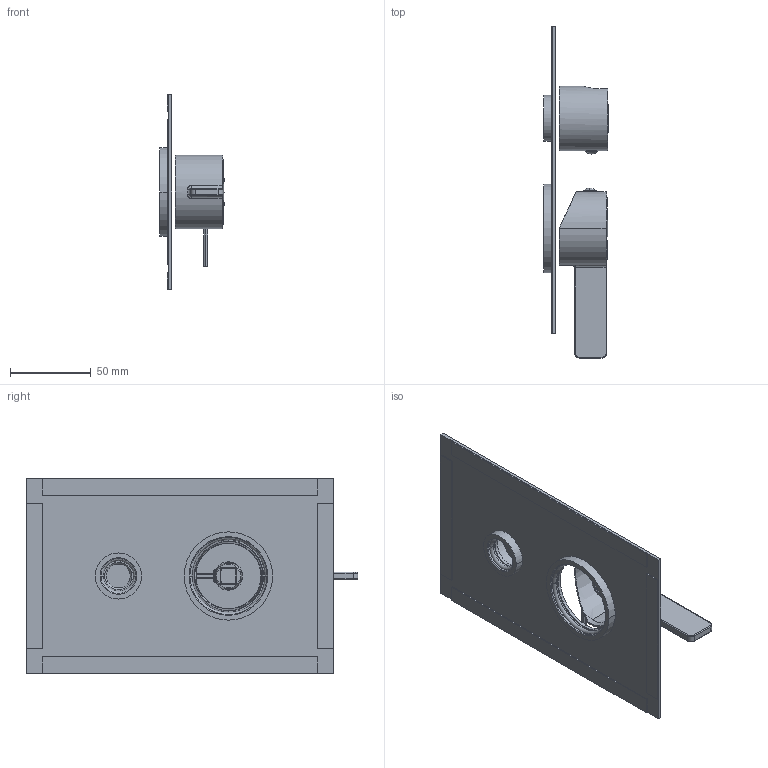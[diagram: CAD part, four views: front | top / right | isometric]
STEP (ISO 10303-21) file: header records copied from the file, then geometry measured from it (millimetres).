
FILE_DESCRIPTION((''),'2;1');
FILE_NAME('RO019CR-MEST_ASM','2021-01-30T10:09:26',('stefano.gianpani'),('PAFFONI SpA'),'CREO PARAMETRIC BY PTC INC, 2020044','CREO PARAMETRIC BY PTC INC, 2020044','');
FILE_SCHEMA(('CONFIG_CONTROL_DESIGN','SHAPE_APPEARANCE_LAYERS_GROUPS'));
Length unit declared in the file: millimetre
Products named in the file (14): 4061271CR; 592305004A2; TCF0691105CR; CHBR25; 8001128_ASM; 4061169CRI_AF1; 2092467_AF3; 2092468_AF2; 2091415; 2091417; 2042486GR; 2041560GR; 2091105CRN; RO019CR-MEST_ASM
Assembly tree (15 placements, depth 3):
  RO019CR-MEST_ASM
    4061271CR
    8001128_ASM
      592305004A2
      TCF0691105CR
      CHBR25
    4061169CRI_AF1
    2092467_AF3
    2092468_AF2
    2091415  x2
    2091417  x2
    2042486GR
    2041560GR
    2091105CRN
Bounding box: 39.85 x 205 x 120 mm (x, y, z)
Volume: 93696.6 mm3; surface area: 85484.5 mm2
Topology: 14 solids, 18 shells, 293 faces, 673 edges, 416 vertices
Faces by surface type: plane 124, cylinder 88, cone 39, torus 25, bspline 12, sphere 5
Entity records: 11207 total; most frequent: CARTESIAN_POINT 2400, DIRECTION 1457, ORIENTED_EDGE 1262, PRESENTATION_STYLE_ASSIGNMENT 657, STYLED_ITEM 657, CURVE_STYLE 641, EDGE_CURVE 641, AXIS2_PLACEMENT_3D 570
